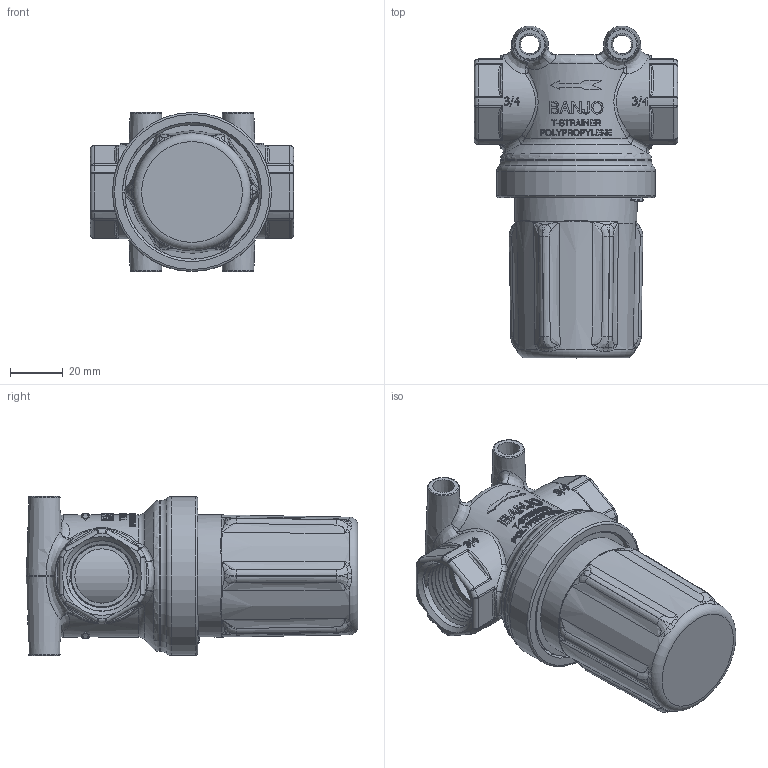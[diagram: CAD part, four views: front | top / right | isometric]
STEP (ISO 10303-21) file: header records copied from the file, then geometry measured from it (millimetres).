
FILE_DESCRIPTION(/* description */ ('3/4" MINI T-STRAINER CLEAR BOWL, 30 MESH'),/* implementation_level */ '2;1');
FILE_NAME(/* name */ 'LSTM075-30C.stp',/* time_stamp */ '2023-06-27T14:11:31-04:00',/* author */ ('mclevenger'),/* organization */ (''),/* preprocessor_version */ 'ST-DEVELOPER v18.1',/* originating_system */ 'Autodesk Inventor 2022',/* authorisation */ '');
FILE_SCHEMA (('AUTOMOTIVE_DESIGN { 1 0 10303 214 3 1 1 }'));
Products named in the file (5): LSTM075-30C; LSTM075H; LSTM050G; LST530; LSTM050BC
Assembly tree (4 placements, depth 2):
  LSTM075-30C
    LSTM075H
    LSTM050G
    LST530
    LSTM050BC
Bounding box: 76.96 x 125.65 x 60.2 mm (x, y, z)
Volume: 126783.7 mm3; surface area: 80440.1 mm2
Topology: 4 solids, 4 shells, 1415 faces, 3722 edges, 2361 vertices
Faces by surface type: plane 581, bspline 530, cylinder 183, torus 49, cone 45, sphere 27
Full cylindrical faces by diameter (mm): 20.32 x1, 20.574 x2, 23.812 x1, 27.965 x1, 30.734 x1, 39.624 x1, 39.7 x1, 46.228 x3, 47.244 x1, 47.269 x1, 48.044 x2, 50.838 x2, 52.654 x3, 57.15 x1, 60.198 x1
Entity records: 89908 total; most frequent: CARTESIAN_POINT 58123, ORIENTED_EDGE 7360, DIRECTION 5271, EDGE_CURVE 3680, VERTEX_POINT 2361, AXIS2_PLACEMENT_3D 1931, EDGE_LOOP 1515, FACE_OUTER_BOUND 1415
